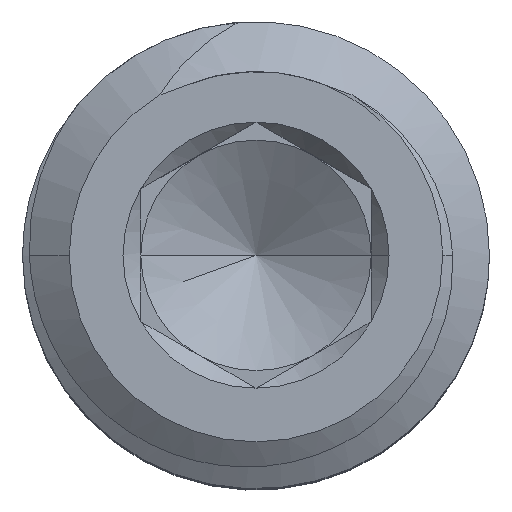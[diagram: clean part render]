
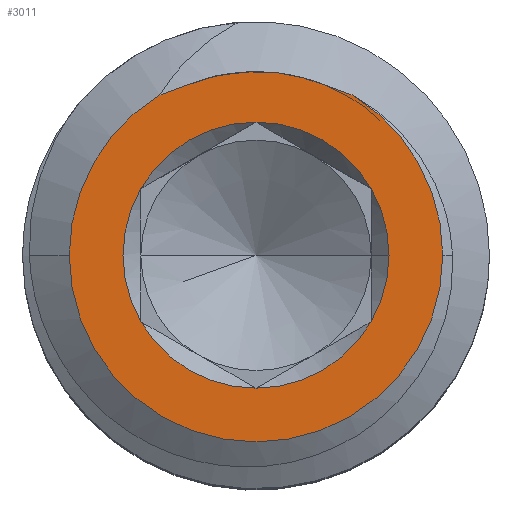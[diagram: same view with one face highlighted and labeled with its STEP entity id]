
A CAD part, top view. The second image highlights one B-rep face of the part: STEP entity #3011.
In plain terms, the highlighted planar face has unit normal (0, 0, 1).
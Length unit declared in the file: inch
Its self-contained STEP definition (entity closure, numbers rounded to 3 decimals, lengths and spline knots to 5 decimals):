
#1890 = EDGE_CURVE ( 'NONE', #7189, #7192, #10457, .T. ) ;
#1893 = EDGE_CURVE ( 'NONE', #3163, #7189, #10460, .T. ) ;
#2002 = EDGE_CURVE ( 'NONE', #10262, #10230, #9293, .T. ) ;
#2016 = EDGE_CURVE ( 'NONE', #10261, #10233, #5668, .T. ) ;
#2017 = EDGE_CURVE ( 'NONE', #10226, #10261, #5671, .T. ) ;
#2018 = EDGE_CURVE ( 'NONE', #6084, #10226, #5670, .T. ) ;
#2019 = EDGE_CURVE ( 'NONE', #10232, #3172, #5669, .T. ) ;
#2020 = EDGE_CURVE ( 'NONE', #10231, #10232, #5672, .T. ) ;
#2021 = EDGE_CURVE ( 'NONE', #10233, #10231, #5673, .T. ) ;
#2022 = EDGE_CURVE ( 'NONE', #10230, #7192, #9306, .T. ) ;
#2023 = EDGE_CURVE ( 'NONE', #10211, #10262, #9307, .T. ) ;
#2024 = EDGE_CURVE ( 'NONE', #10211, #3163, #5676, .T. ) ;
#2106 = EDGE_CURVE ( 'NONE', #3172, #6084, #5749, .T. ) ;
#2159 = AXIS2_PLACEMENT_3D ( 'NONE', #9485, #9484, #9483 ) ;
#2160 = AXIS2_PLACEMENT_3D ( 'NONE', #9468, #9467, #9466 ) ;
#2186 = AXIS2_PLACEMENT_3D ( 'NONE', #4708, #4685, #4774 ) ;
#2187 = AXIS2_PLACEMENT_3D ( 'NONE', #4773, #4832, #4837 ) ;
#2188 = AXIS2_PLACEMENT_3D ( 'NONE', #4771, #4583, #4587 ) ;
#2189 = AXIS2_PLACEMENT_3D ( 'NONE', #5075, #5229, #5035 ) ;
#2190 = AXIS2_PLACEMENT_3D ( 'NONE', #5083, #4683, #4684 ) ;
#2191 = AXIS2_PLACEMENT_3D ( 'NONE', #5172, #4709, #4949 ) ;
#2192 = AXIS2_PLACEMENT_3D ( 'NONE', #5289, #4956, #4769 ) ;
#2219 = AXIS2_PLACEMENT_3D ( 'NONE', #5389, #5390, #5391 ) ;
#2242 = AXIS2_PLACEMENT_3D ( 'NONE', #2389, #2394, #2395 ) ;
#2389 = CARTESIAN_POINT ( 'NONE',  ( 0., 0.076, 0.20343 ) ) ;
#2392 = PLANE ( 'NONE',  #2242 ) ;
#2394 = DIRECTION ( 'NONE',  ( 0., 0., -1. ) ) ;
#2395 = DIRECTION ( 'NONE',  ( -1., 0., 0. ) ) ;
#3011 = ADVANCED_FACE ( 'NONE', ( #5785, #5793 ), #2392, .F. ) ;
#3163 = VERTEX_POINT ( 'NONE', #8304 ) ;
#3172 = VERTEX_POINT ( 'NONE', #8313 ) ;
#4527 = CARTESIAN_POINT ( 'NONE',  ( -0.02859, 0.06902, 0.20343 ) ) ;
#4546 = CARTESIAN_POINT ( 'NONE',  ( -0.02403, 0.0709, 0.20343 ) ) ;
#4583 = DIRECTION ( 'NONE',  ( 0., 0., 1. ) ) ;
#4587 = DIRECTION ( 'NONE',  ( 1., 0., 0. ) ) ;
#4683 = DIRECTION ( 'NONE',  ( 0., 0., 1. ) ) ;
#4684 = DIRECTION ( 'NONE',  ( 1., 0., 0. ) ) ;
#4685 = DIRECTION ( 'NONE',  ( 0., 0., 1. ) ) ;
#4705 = CARTESIAN_POINT ( 'NONE',  ( -0.03568, 0.06672, 0.20343 ) ) ;
#4708 = CARTESIAN_POINT ( 'NONE',  ( 0., 0., 0.20343 ) ) ;
#4709 = DIRECTION ( 'NONE',  ( 0., 0., 1. ) ) ;
#4756 = CARTESIAN_POINT ( 'NONE',  ( -0.00972, 0.07423, 0.20343 ) ) ;
#4757 = CARTESIAN_POINT ( 'NONE',  ( -0.01928, 0.07234, 0.20343 ) ) ;
#4758 = CARTESIAN_POINT ( 'NONE',  ( -0.00488, 0.0747, 0.20343 ) ) ;
#4759 = CARTESIAN_POINT ( 'NONE',  ( 0.02403, 0.0709, 0.20343 ) ) ;
#4763 = CARTESIAN_POINT ( 'NONE',  ( 0.00491, 0.0747, 0.20343 ) ) ;
#4764 = CARTESIAN_POINT ( 'NONE',  ( 0.02859, 0.06902, 0.20343 ) ) ;
#4765 = CARTESIAN_POINT ( 'NONE',  ( 0.01937, 0.07231, 0.20343 ) ) ;
#4769 = DIRECTION ( 'NONE',  ( 1., 0., 0. ) ) ;
#4770 = CARTESIAN_POINT ( 'NONE',  ( 0.00984, 0.07421, 0.20343 ) ) ;
#4771 = CARTESIAN_POINT ( 'NONE',  ( 0., 0., 0.20343 ) ) ;
#4773 = CARTESIAN_POINT ( 'NONE',  ( 0., 0., 0.20343 ) ) ;
#4774 = DIRECTION ( 'NONE',  ( 1., 0., 0. ) ) ;
#4791 = CARTESIAN_POINT ( 'NONE',  ( 0.02859, 0.06902, 0.20343 ) ) ;
#4832 = DIRECTION ( 'NONE',  ( 0., 0., 1. ) ) ;
#4835 = CARTESIAN_POINT ( 'NONE',  ( -0.03218, 0.068, 0.20343 ) ) ;
#4837 = DIRECTION ( 'NONE',  ( 1., 0., 0. ) ) ;
#4949 = DIRECTION ( 'NONE',  ( 1., 0., 0. ) ) ;
#4956 = DIRECTION ( 'NONE',  ( 0., 0., 1. ) ) ;
#5035 = DIRECTION ( 'NONE',  ( 1., 0., 0. ) ) ;
#5075 = CARTESIAN_POINT ( 'NONE',  ( 0., 0., 0.20343 ) ) ;
#5083 = CARTESIAN_POINT ( 'NONE',  ( 0., 0., 0.20343 ) ) ;
#5131 = CARTESIAN_POINT ( 'NONE',  ( -0.03907, 0.06519, 0.20343 ) ) ;
#5172 = CARTESIAN_POINT ( 'NONE',  ( 0., 0., 0.20343 ) ) ;
#5202 = CARTESIAN_POINT ( 'NONE',  ( -0.02859, 0.06902, 0.20343 ) ) ;
#5229 = DIRECTION ( 'NONE',  ( 0., 0., 1. ) ) ;
#5250 = CARTESIAN_POINT ( 'NONE',  ( 0.03221, 0.068, 0.20343 ) ) ;
#5256 = CARTESIAN_POINT ( 'NONE',  ( 0.03907, 0.06519, 0.20343 ) ) ;
#5289 = CARTESIAN_POINT ( 'NONE',  ( 0., 0., 0.20343 ) ) ;
#5293 = CARTESIAN_POINT ( 'NONE',  ( 0.0357, 0.06672, 0.20343 ) ) ;
#5389 = CARTESIAN_POINT ( 'NONE',  ( 0., 0., 0.20343 ) ) ;
#5390 = DIRECTION ( 'NONE',  ( 0., 0., 1. ) ) ;
#5391 = DIRECTION ( 'NONE',  ( 1., 0., 0. ) ) ;
#5668 = CIRCLE ( 'NONE', #2186, 0.05413 ) ;
#5669 = CIRCLE ( 'NONE', #2189, 0.05413 ) ;
#5670 = CIRCLE ( 'NONE', #2188, 0.05413 ) ;
#5671 = CIRCLE ( 'NONE', #2187, 0.05413 ) ;
#5672 = CIRCLE ( 'NONE', #2190, 0.05413 ) ;
#5673 = CIRCLE ( 'NONE', #2191, 0.05413 ) ;
#5676 = CIRCLE ( 'NONE', #2192, 0.076 ) ;
#5749 = CIRCLE ( 'NONE', #2219, 0.05413 ) ;
#5785 = FACE_BOUND ( 'NONE', #10276, .T. ) ;
#5793 = FACE_OUTER_BOUND ( 'NONE', #10382, .T. ) ;
#6084 = VERTEX_POINT ( 'NONE', #8323 ) ;
#7189 = VERTEX_POINT ( 'NONE', #8374 ) ;
#7192 = VERTEX_POINT ( 'NONE', #8377 ) ;
#8304 = CARTESIAN_POINT ( 'NONE',  ( -0.076, 0., 0.20343 ) ) ;
#8313 = CARTESIAN_POINT ( 'NONE',  ( 0.05413, 0., 0.20343 ) ) ;
#8323 = CARTESIAN_POINT ( 'NONE',  ( 0.04687, 0.02706, 0.20343 ) ) ;
#8374 = CARTESIAN_POINT ( 'NONE',  ( 0.076, 0., 0.20343 ) ) ;
#8377 = CARTESIAN_POINT ( 'NONE',  ( 0.03907, 0.06519, 0.20343 ) ) ;
#8426 = CARTESIAN_POINT ( 'NONE',  ( -0.03907, 0.06519, 0.20343 ) ) ;
#8439 = CARTESIAN_POINT ( 'NONE',  ( 0., 0.05413, 0.20343 ) ) ;
#8443 = CARTESIAN_POINT ( 'NONE',  ( 0.02859, 0.06902, 0.20343 ) ) ;
#8444 = CARTESIAN_POINT ( 'NONE',  ( 0., -0.05413, 0.20343 ) ) ;
#8445 = CARTESIAN_POINT ( 'NONE',  ( 0.04688, -0.02706, 0.20343 ) ) ;
#8446 = CARTESIAN_POINT ( 'NONE',  ( -0.04688, -0.02706, 0.20343 ) ) ;
#8473 = CARTESIAN_POINT ( 'NONE',  ( -0.04688, 0.02706, 0.20343 ) ) ;
#8474 = CARTESIAN_POINT ( 'NONE',  ( -0.02859, 0.06902, 0.20343 ) ) ;
#9293 = B_SPLINE_CURVE_WITH_KNOTS ( 'NONE', 3,
 ( #4527, #4546, #4757, #4756, #4758, #4763, #4770, #4765, #4759, #4764 ),
 .UNSPECIFIED., .F., .F.,
 ( 4, 2, 2, 2, 4 ),
 ( 0., 0.00038, 0.00075, 0.00113, 0.0015 ),
 .UNSPECIFIED. ) ;
#9306 = B_SPLINE_CURVE_WITH_KNOTS ( 'NONE', 3,
 ( #4791, #5250, #5293, #5256 ),
 .UNSPECIFIED., .F., .F.,
 ( 4, 4 ),
 ( 0., 0.00028 ),
 .UNSPECIFIED. ) ;
#9307 = B_SPLINE_CURVE_WITH_KNOTS ( 'NONE', 3,
 ( #5131, #4705, #4835, #5202 ),
 .UNSPECIFIED., .F., .F.,
 ( 4, 4 ),
 ( 0.00137, 0.00165 ),
 .UNSPECIFIED. ) ;
#9466 = DIRECTION ( 'NONE',  ( 1., 0., 0. ) ) ;
#9467 = DIRECTION ( 'NONE',  ( 0., 0., 1. ) ) ;
#9468 = CARTESIAN_POINT ( 'NONE',  ( 0., 0., 0.20343 ) ) ;
#9483 = DIRECTION ( 'NONE',  ( 1., 0., 0. ) ) ;
#9484 = DIRECTION ( 'NONE',  ( 0., 0., 1. ) ) ;
#9485 = CARTESIAN_POINT ( 'NONE',  ( 0., 0., 0.20343 ) ) ;
#10040 = ORIENTED_EDGE ( 'NONE', *, *, #1890, .T. ) ;
#10041 = ORIENTED_EDGE ( 'NONE', *, *, #1893, .T. ) ;
#10042 = ORIENTED_EDGE ( 'NONE', *, *, #2024, .T. ) ;
#10043 = ORIENTED_EDGE ( 'NONE', *, *, #2023, .F. ) ;
#10045 = ORIENTED_EDGE ( 'NONE', *, *, #2002, .F. ) ;
#10046 = ORIENTED_EDGE ( 'NONE', *, *, #2022, .F. ) ;
#10047 = ORIENTED_EDGE ( 'NONE', *, *, #2021, .F. ) ;
#10048 = ORIENTED_EDGE ( 'NONE', *, *, #2020, .F. ) ;
#10049 = ORIENTED_EDGE ( 'NONE', *, *, #2019, .F. ) ;
#10050 = ORIENTED_EDGE ( 'NONE', *, *, #2106, .F. ) ;
#10052 = ORIENTED_EDGE ( 'NONE', *, *, #2018, .F. ) ;
#10053 = ORIENTED_EDGE ( 'NONE', *, *, #2017, .F. ) ;
#10054 = ORIENTED_EDGE ( 'NONE', *, *, #2016, .F. ) ;
#10211 = VERTEX_POINT ( 'NONE', #8426 ) ;
#10226 = VERTEX_POINT ( 'NONE', #8439 ) ;
#10230 = VERTEX_POINT ( 'NONE', #8443 ) ;
#10231 = VERTEX_POINT ( 'NONE', #8444 ) ;
#10232 = VERTEX_POINT ( 'NONE', #8445 ) ;
#10233 = VERTEX_POINT ( 'NONE', #8446 ) ;
#10261 = VERTEX_POINT ( 'NONE', #8473 ) ;
#10262 = VERTEX_POINT ( 'NONE', #8474 ) ;
#10276 = EDGE_LOOP ( 'NONE', ( #10054, #10053, #10052, #10050, #10049, #10048, #10047 ) ) ;
#10382 = EDGE_LOOP ( 'NONE', ( #10046, #10045, #10043, #10042, #10041, #10040 ) ) ;
#10457 = CIRCLE ( 'NONE', #2159, 0.076 ) ;
#10460 = CIRCLE ( 'NONE', #2160, 0.076 ) ;
